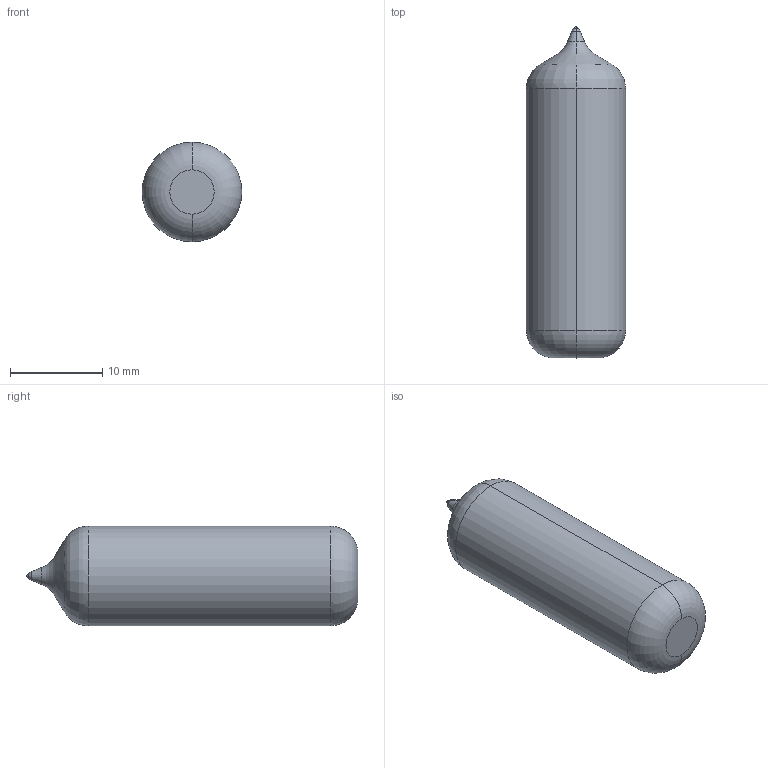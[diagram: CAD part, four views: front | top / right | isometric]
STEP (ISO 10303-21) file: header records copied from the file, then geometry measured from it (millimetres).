
FILE_DESCRIPTION (( 'STEP AP214' ), '1' );
FILE_NAME ('VFD-IV8.STEP', '2019-07-14T16:39:48', ( '' ), ( '' ), 'SwSTEP 2.0', 'SolidWorks 2016', '' );
FILE_SCHEMA (( 'AUTOMOTIVE_DESIGN' ));
Length unit declared in the file: millimetre
Products named in the file (3): VFD-IV8; digitsinside; iv-8vfd
Assembly tree (2 placements, depth 2):
  VFD-IV8
    digitsinside
    iv-8vfd
Bounding box: 10.8 x 36 x 10.8 mm (x, y, z)
Volume: 2885.3 mm3; surface area: 1318.3 mm2
Topology: 2 solids, 2 shells, 68 faces, 160 edges, 101 vertices
Faces by surface type: plane 48, torus 8, cone 6, bspline 4, cylinder 2
Entity records: 2687 total; most frequent: CARTESIAN_POINT 496, ORIENTED_EDGE 316, DIRECTION 312, EDGE_CURVE 158, LINE 126, VECTOR 126, VERTEX_POINT 101, AXIS2_PLACEMENT_3D 93
